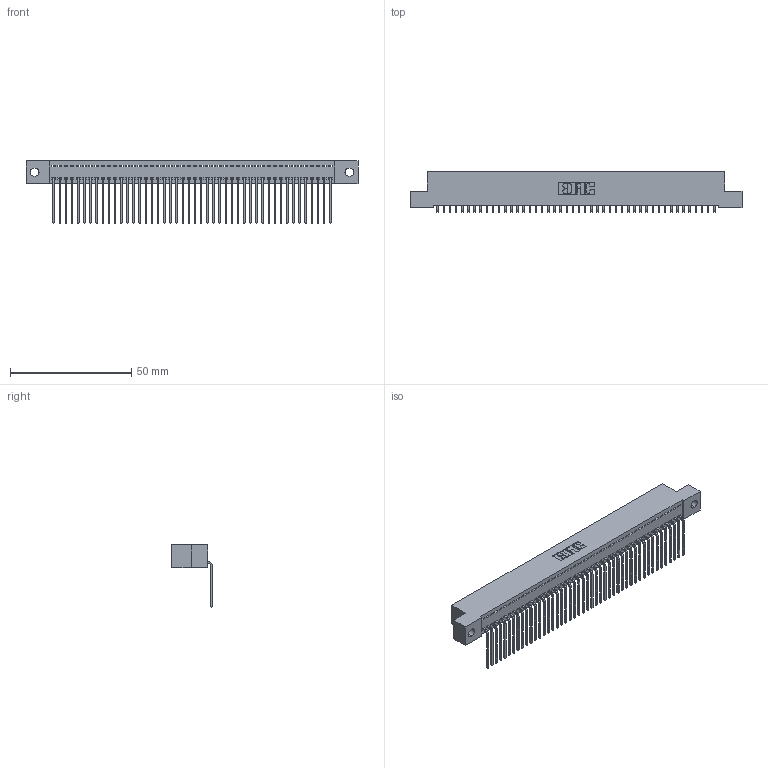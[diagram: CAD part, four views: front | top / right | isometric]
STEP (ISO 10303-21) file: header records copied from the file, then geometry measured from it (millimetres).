
FILE_DESCRIPTION (( 'STEP AP203' ), '1' );
FILE_NAME ('342-046-559-102.STEP', '2018-08-12T16:41:11', ( '' ), ( '' ), 'SwSTEP 2.0', 'SolidWorks 2016', '' );
FILE_SCHEMA (( 'CONFIG_CONTROL_DESIGN' ));
Length unit declared in the file: inch
Products named in the file (3): 342 Part_.128 Slot; 345-292-001_558 559 Tail - 1; 342-046-559-102
Assembly tree (47 placements, depth 2):
  342-046-559-102
    342 Part_.128 Slot
    345-292-001_558 559 Tail - 1  x46
Bounding box: 137.16 x 16.83 x 25.78 mm (x, y, z)
Volume: 12142 mm3; surface area: 18534.8 mm2
Topology: 47 solids, 47 shells, 2874 faces, 8683 edges, 5726 vertices
Faces by surface type: plane 2094, cylinder 780
Entity records: 27691 total; most frequent: CARTESIAN_POINT 4784, ORIENTED_EDGE 4766, DIRECTION 4027, EDGE_CURVE 2383, LINE 2255, VECTOR 2255, VERTEX_POINT 1586, AXIS2_PLACEMENT_3D 886
